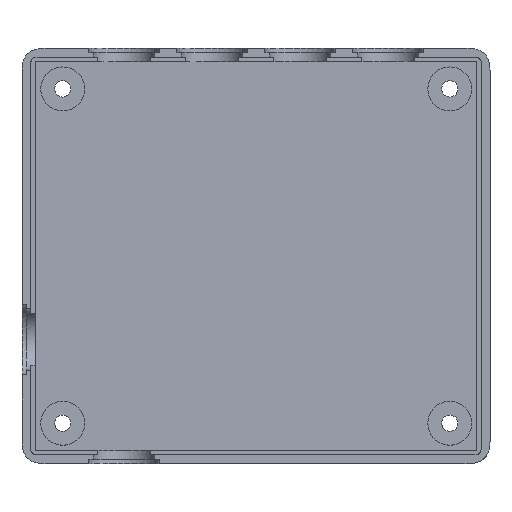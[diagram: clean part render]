
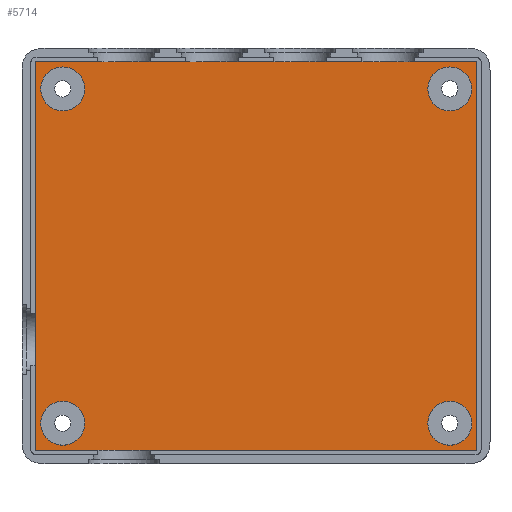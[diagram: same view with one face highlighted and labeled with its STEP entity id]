
A CAD part, top view. The second image highlights one B-rep face of the part: STEP entity #5714.
In plain terms, the highlighted planar face has unit normal (0, 0, 1).
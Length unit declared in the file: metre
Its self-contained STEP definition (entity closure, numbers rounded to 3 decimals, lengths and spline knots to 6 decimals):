
#244=CIRCLE('',#6131,0.005);
#245=CIRCLE('',#6132,0.005);
#246=CIRCLE('',#6133,0.005);
#247=CIRCLE('',#6134,0.005);
#824=ORIENTED_EDGE('',*,*,#2447,.F.);
#825=ORIENTED_EDGE('',*,*,#2448,.F.);
#826=ORIENTED_EDGE('',*,*,#2449,.F.);
#827=ORIENTED_EDGE('',*,*,#2450,.F.);
#828=ORIENTED_EDGE('',*,*,#2164,.F.);
#829=ORIENTED_EDGE('',*,*,#2451,.T.);
#830=ORIENTED_EDGE('',*,*,#2377,.T.);
#831=ORIENTED_EDGE('',*,*,#2402,.F.);
#2164=EDGE_CURVE('',#3019,#3020,#3537,.T.);
#2377=EDGE_CURVE('',#3209,#3208,#3709,.T.);
#2402=EDGE_CURVE('',#3020,#3208,#3726,.T.);
#2447=EDGE_CURVE('',#3253,#3253,#244,.T.);
#2448=EDGE_CURVE('',#3254,#3254,#245,.T.);
#2449=EDGE_CURVE('',#3255,#3255,#246,.T.);
#2450=EDGE_CURVE('',#3256,#3256,#247,.T.);
#2451=EDGE_CURVE('',#3019,#3209,#3746,.T.);
#3019=VERTEX_POINT('',#8323);
#3020=VERTEX_POINT('',#8325);
#3208=VERTEX_POINT('',#8879);
#3209=VERTEX_POINT('',#8881);
#3253=VERTEX_POINT('',#9098);
#3254=VERTEX_POINT('',#9100);
#3255=VERTEX_POINT('',#9102);
#3256=VERTEX_POINT('',#9104);
#3537=LINE('',#8324,#4180);
#3709=LINE('',#8880,#4352);
#3726=LINE('',#8957,#4369);
#3746=LINE('',#9105,#4389);
#4180=VECTOR('',#6647,1.);
#4352=VECTOR('',#6913,1.);
#4369=VECTOR('',#6948,1.);
#4389=VECTOR('',#7022,1.);
#4808=EDGE_LOOP('',(#824));
#4809=EDGE_LOOP('',(#825));
#4810=EDGE_LOOP('',(#826));
#4811=EDGE_LOOP('',(#827));
#4812=EDGE_LOOP('',(#828,#829,#830,#831));
#5167=FACE_BOUND('',#4808,.T.);
#5168=FACE_BOUND('',#4809,.T.);
#5169=FACE_BOUND('',#4810,.T.);
#5170=FACE_BOUND('',#4811,.T.);
#5171=FACE_BOUND('',#4812,.T.);
#5493=PLANE('',#6130);
#5714=ADVANCED_FACE('',(#5167,#5168,#5169,#5170,#5171),#5493,.T.);
#6130=AXIS2_PLACEMENT_3D('',#9096,#7012,#7013);
#6131=AXIS2_PLACEMENT_3D('',#9097,#7014,#7015);
#6132=AXIS2_PLACEMENT_3D('',#9099,#7016,#7017);
#6133=AXIS2_PLACEMENT_3D('',#9101,#7018,#7019);
#6134=AXIS2_PLACEMENT_3D('',#9103,#7020,#7021);
#6647=DIRECTION('',(-1.,0.,0.));
#6913=DIRECTION('',(-1.,0.,0.));
#6948=DIRECTION('',(0.,1.,0.));
#7012=DIRECTION('',(0.,0.,1.));
#7013=DIRECTION('',(1.,0.,0.));
#7014=DIRECTION('',(0.,0.,1.));
#7015=DIRECTION('',(1.,0.,0.));
#7016=DIRECTION('',(0.,0.,1.));
#7017=DIRECTION('',(1.,0.,0.));
#7018=DIRECTION('',(0.,0.,1.));
#7019=DIRECTION('',(1.,0.,0.));
#7020=DIRECTION('',(0.,0.,1.));
#7021=DIRECTION('',(1.,0.,0.));
#7022=DIRECTION('',(0.,1.,0.));
#8323=CARTESIAN_POINT('',(0.1602,-0.1482,-0.003));
#8324=CARTESIAN_POINT('',(0.11,-0.1482,-0.003));
#8325=CARTESIAN_POINT('',(0.0598,-0.1482,-0.003));
#8879=CARTESIAN_POINT('',(0.0598,-0.0598,-0.003));
#8880=CARTESIAN_POINT('',(0.11,-0.0598,-0.003));
#8881=CARTESIAN_POINT('',(0.1602,-0.0598,-0.003));
#8957=CARTESIAN_POINT('',(0.0598,-0.104,-0.003));
#9096=CARTESIAN_POINT('',(0.11,-0.104,-0.003));
#9097=CARTESIAN_POINT('',(0.066064,-0.066014,-0.003));
#9098=CARTESIAN_POINT('',(0.071064,-0.066014,-0.003));
#9099=CARTESIAN_POINT('',(0.066064,-0.142014,-0.003));
#9100=CARTESIAN_POINT('',(0.071064,-0.142014,-0.003));
#9101=CARTESIAN_POINT('',(0.154064,-0.142014,-0.003));
#9102=CARTESIAN_POINT('',(0.159064,-0.142014,-0.003));
#9103=CARTESIAN_POINT('',(0.154064,-0.066014,-0.003));
#9104=CARTESIAN_POINT('',(0.159064,-0.066014,-0.003));
#9105=CARTESIAN_POINT('',(0.1602,-0.104,-0.003));
